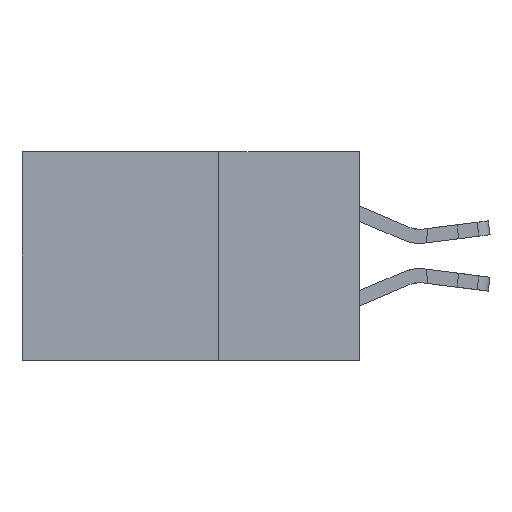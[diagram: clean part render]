
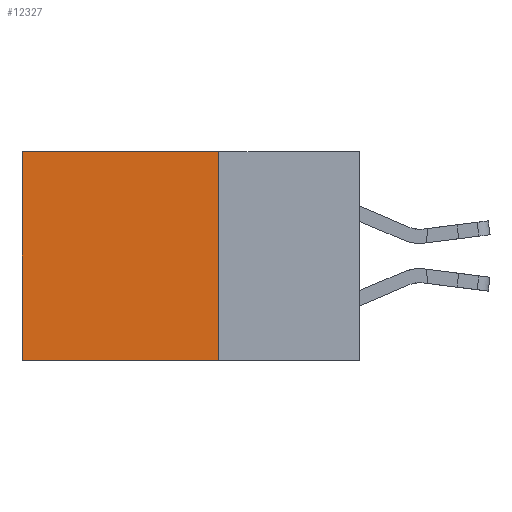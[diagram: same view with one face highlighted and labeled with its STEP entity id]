
A CAD part, left-side view. The second image highlights one B-rep face of the part: STEP entity #12327.
In plain terms, the highlighted planar face has unit normal (-1, 0, 0).
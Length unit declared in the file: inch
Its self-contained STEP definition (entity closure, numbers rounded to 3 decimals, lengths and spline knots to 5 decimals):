
#248 = CARTESIAN_POINT ( 'NONE',  ( 0.2875, 0.25, -0.37 ) ) ;
#382 = CARTESIAN_POINT ( 'NONE',  ( 0.2875, 0.6, -0.37 ) ) ;
#1361 = LINE ( 'NONE', #2942, #13761 ) ;
#2930 = EDGE_CURVE ( 'NONE', #12144, #4072, #4292, .T. ) ;
#2942 = CARTESIAN_POINT ( 'NONE',  ( 0.2875, 0.25, 0. ) ) ;
#3114 = CARTESIAN_POINT ( 'NONE',  ( 0.2875, 0.6, 0. ) ) ;
#3134 = DIRECTION ( 'NONE',  ( 0., 0., -1. ) ) ;
#3378 = ORIENTED_EDGE ( 'NONE', *, *, #12497, .T. ) ;
#3529 = CARTESIAN_POINT ( 'NONE',  ( 0.2875, 0.25, 0. ) ) ;
#3742 = VECTOR ( 'NONE', #12486, 39.37008 ) ;
#3893 = VECTOR ( 'NONE', #7690, 39.37008 ) ;
#4072 = VERTEX_POINT ( 'NONE', #382 ) ;
#4292 = LINE ( 'NONE', #248, #12024 ) ;
#4359 = DIRECTION ( 'NONE',  ( 1., 0., 0. ) ) ;
#5266 = EDGE_CURVE ( 'NONE', #12677, #4072, #8598, .T. ) ;
#5882 = EDGE_CURVE ( 'NONE', #10434, #12144, #16994, .T. ) ;
#6746 = DIRECTION ( 'NONE',  ( 0., 1., 0. ) ) ;
#7690 = DIRECTION ( 'NONE',  ( 0., 0., -1. ) ) ;
#8366 = AXIS2_PLACEMENT_3D ( 'NONE', #11531, #4359, #3134 ) ;
#8598 = LINE ( 'NONE', #16661, #3742 ) ;
#9053 = ORIENTED_EDGE ( 'NONE', *, *, #5882, .F. ) ;
#9851 = PLANE ( 'NONE',  #8366 ) ;
#10029 = ORIENTED_EDGE ( 'NONE', *, *, #5266, .T. ) ;
#10346 = CARTESIAN_POINT ( 'NONE',  ( 0.2875, 0.25, 0. ) ) ;
#10434 = VERTEX_POINT ( 'NONE', #3529 ) ;
#10483 = ORIENTED_EDGE ( 'NONE', *, *, #2930, .F. ) ;
#10912 = CARTESIAN_POINT ( 'NONE',  ( 0.2875, 0.25, -0.37 ) ) ;
#11531 = CARTESIAN_POINT ( 'NONE',  ( 0.2875, 0.25, 0. ) ) ;
#12024 = VECTOR ( 'NONE', #16596, 39.37008 ) ;
#12144 = VERTEX_POINT ( 'NONE', #10912 ) ;
#12327 = ADVANCED_FACE ( 'NONE', ( #16584 ), #9851, .F. ) ;
#12486 = DIRECTION ( 'NONE',  ( 0., 0., -1. ) ) ;
#12497 = EDGE_CURVE ( 'NONE', #10434, #12677, #1361, .T. ) ;
#12677 = VERTEX_POINT ( 'NONE', #3114 ) ;
#13761 = VECTOR ( 'NONE', #6746, 39.37008 ) ;
#15884 = EDGE_LOOP ( 'NONE', ( #10029, #10483, #9053, #3378 ) ) ;
#16584 = FACE_OUTER_BOUND ( 'NONE', #15884, .T. ) ;
#16596 = DIRECTION ( 'NONE',  ( 0., 1., 0. ) ) ;
#16661 = CARTESIAN_POINT ( 'NONE',  ( 0.2875, 0.6, 0. ) ) ;
#16994 = LINE ( 'NONE', #10346, #3893 ) ;
